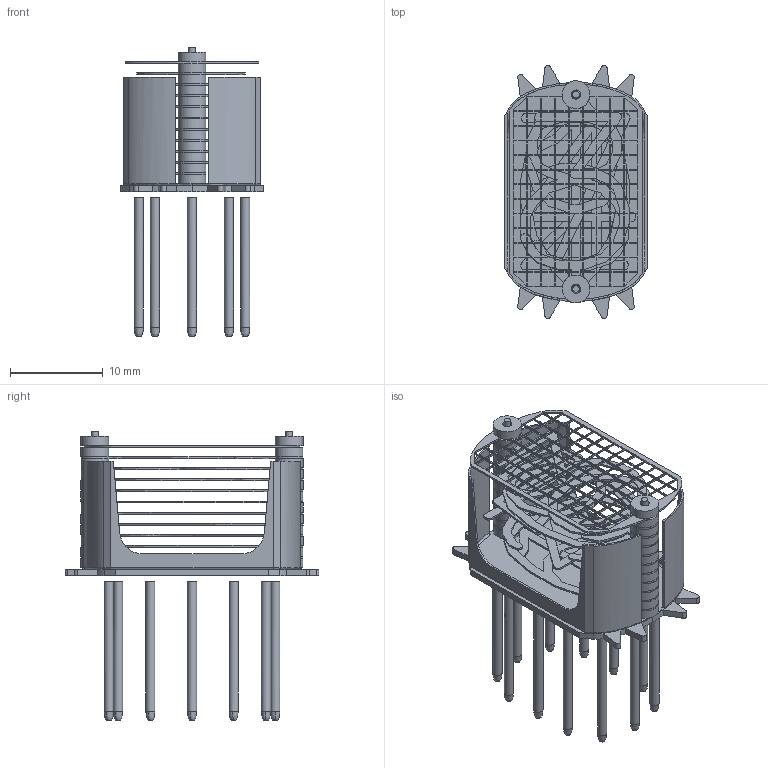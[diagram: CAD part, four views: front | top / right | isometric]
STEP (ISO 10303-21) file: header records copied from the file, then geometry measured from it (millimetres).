
FILE_DESCRIPTION(/* description */ ('STEP AP214'),/* implementation_level */ '2;1');
FILE_NAME(/* name */ 'IN-12 Nixie Tube.stp',/* time_stamp */ '2025-06-10T13:50:30-04:00',/* author */ ('megha'),/* organization */ (''),/* preprocessor_version */ 'ST-DEVELOPER v20',/* originating_system */ 'Autodesk Inventor 2024',/* authorisation */ '');
FILE_SCHEMA (('AUTOMOTIVE_DESIGN { 1 0 10303 214 3 1 1 }'));
Length unit declared in the file: millimetre
Products named in the file (17): IN-12 Nixie Tube; IN-12 nixie tube pin; IN-12 nixie tube anode grid; IN-12 nixie tube 0 digit; IN-12 nixie tube 1 digit; IN-12 nixie tube 2 digit; IN-12 nixie tube 3 digit; IN-12 nixie tube 4 digit; IN-12 nixie tube 5 digit; IN-12 nixie tube 6 digit; IN-12 nixie tube 7 digit; IN-12 nixie tube 8 digit; IN-12 nixie tube 9 digit; IN-12 nixie tube spacer; IN-12 nixie tube rod; IN-12 nixie tube back plate 1; IN-12 nixie tube back plate 2
Assembly tree (51 placements, depth 2):
  IN-12 Nixie Tube
    IN-12 nixie tube pin  x12
    IN-12 nixie tube anode grid
    IN-12 nixie tube 0 digit
    IN-12 nixie tube 1 digit
    IN-12 nixie tube 2 digit
    IN-12 nixie tube 3 digit
    IN-12 nixie tube 4 digit
    IN-12 nixie tube 5 digit
    IN-12 nixie tube 6 digit
    IN-12 nixie tube 7 digit
    IN-12 nixie tube 8 digit
    IN-12 nixie tube 9 digit
    IN-12 nixie tube spacer  x24
    IN-12 nixie tube rod  x2
    IN-12 nixie tube back plate 1
    IN-12 nixie tube back plate 2
Bounding box: 15.46 x 27.39 x 31.2 mm (x, y, z)
Volume: 818.2 mm3; surface area: 5071.9 mm2
Topology: 51 solids, 51 shells, 1245 faces, 3397 edges, 2254 vertices
Faces by surface type: plane 925, bspline 184, cylinder 136
Full cylindrical faces by diameter (mm): 0.7 x6, 0.996 x2, 1 x54, 3 x24
Entity records: 41200 total; most frequent: CARTESIAN_POINT 11712, ORIENTED_EDGE 6336, DIRECTION 5030, EDGE_CURVE 3168, LINE 2690, VECTOR 2690, VERTEX_POINT 2105, EDGE_LOOP 1391
